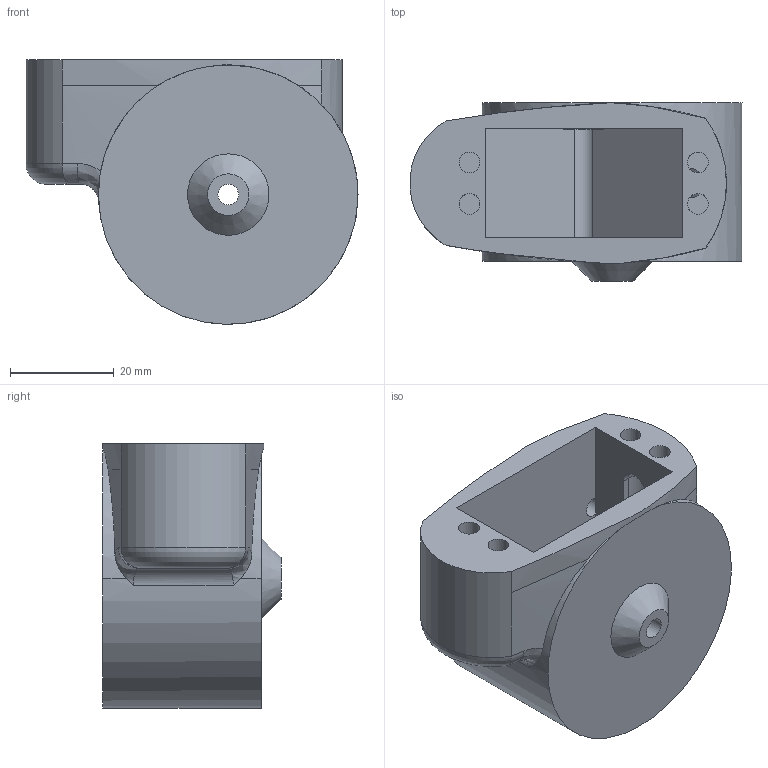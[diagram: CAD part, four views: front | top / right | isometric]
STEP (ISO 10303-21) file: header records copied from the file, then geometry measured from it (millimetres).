
FILE_DESCRIPTION(/* description */ (''),/* implementation_level */ '2;1');
FILE_NAME(/* name */ 'P301.step',/* time_stamp */ '2025-06-25T17:48:28+02:00',/* author */ (''),/* organization */ (''),/* preprocessor_version */ 'ST-DEVELOPER v20.1',/* originating_system */ 'Autodesk Translation Framework v14.10.0.0',/* authorisation */ '');
FILE_SCHEMA (('AUTOMOTIVE_DESIGN { 1 0 10303 214 3 1 1 }'));
Length unit declared in the file: millimetre
Products named in the file (1): FusionComponent
Bounding box: 63.96 x 34.35 x 51 mm (x, y, z)
Volume: 47987.9 mm3; surface area: 15036.2 mm2
Topology: 1 solids, 1 shells, 52 faces, 137 edges, 88 vertices
Faces by surface type: cylinder 20, plane 19, bspline 10, torus 1, cone 1, sphere 1
Full cylindrical faces by diameter (mm): 4 x9
Entity records: 2077 total; most frequent: CARTESIAN_POINT 798, ORIENTED_EDGE 272, DIRECTION 232, EDGE_CURVE 136, AXIS2_PLACEMENT_3D 90, VERTEX_POINT 88, EDGE_LOOP 66, FACE_OUTER_BOUND 52
